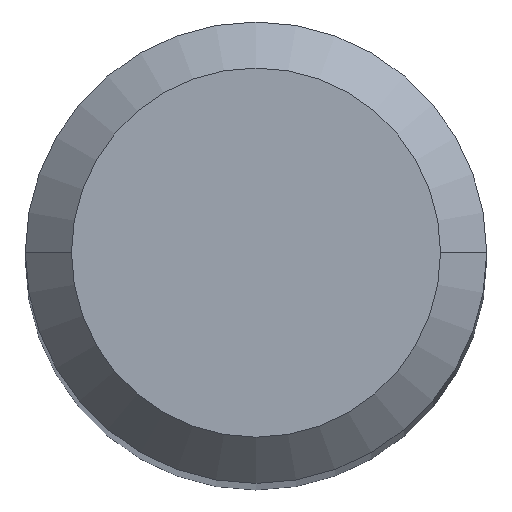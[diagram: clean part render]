
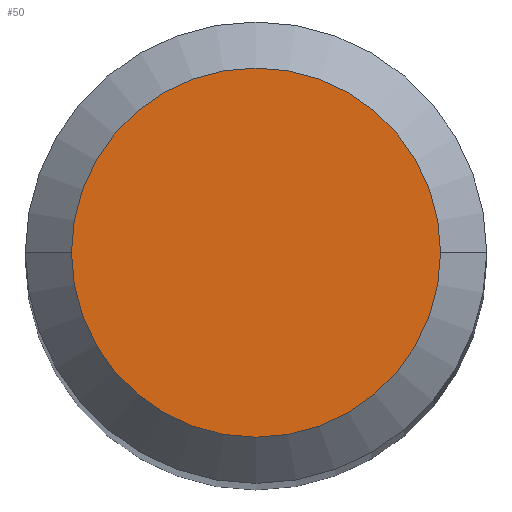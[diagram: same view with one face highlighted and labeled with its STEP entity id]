
A CAD part, top view. The second image highlights one B-rep face of the part: STEP entity #50.
In plain terms, the highlighted planar face has unit normal (0, 0, 1).
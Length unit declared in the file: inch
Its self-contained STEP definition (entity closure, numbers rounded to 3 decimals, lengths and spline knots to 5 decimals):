
#12 = CARTESIAN_POINT ( 'NONE',  ( -0.04724, 0., 0. ) ) ;
#20 = ORIENTED_EDGE ( 'NONE', *, *, #435, .T. ) ;
#29 = AXIS2_PLACEMENT_3D ( 'NONE', #230, #186, #416 ) ;
#36 = CIRCLE ( 'NONE', #181, 0.04724 ) ;
#41 = DIRECTION ( 'NONE',  ( 1., 0., 0. ) ) ;
#50 = ADVANCED_FACE ( 'NONE', ( #189 ), #68, .F. ) ;
#67 = VERTEX_POINT ( 'NONE', #259 ) ;
#68 = PLANE ( 'NONE',  #29 ) ;
#177 = EDGE_LOOP ( 'NONE', ( #20, #414 ) ) ;
#181 = AXIS2_PLACEMENT_3D ( 'NONE', #241, #265, #396 ) ;
#186 = DIRECTION ( 'NONE',  ( 0., 0., -1. ) ) ;
#189 = FACE_OUTER_BOUND ( 'NONE', #177, .T. ) ;
#230 = CARTESIAN_POINT ( 'NONE',  ( 0., 0., 0. ) ) ;
#241 = CARTESIAN_POINT ( 'NONE',  ( 0., 0., 0. ) ) ;
#253 = VERTEX_POINT ( 'NONE', #12 ) ;
#259 = CARTESIAN_POINT ( 'NONE',  ( 0.04724, 0., 0. ) ) ;
#265 = DIRECTION ( 'NONE',  ( 0., 0., 1. ) ) ;
#277 = AXIS2_PLACEMENT_3D ( 'NONE', #339, #307, #41 ) ;
#307 = DIRECTION ( 'NONE',  ( 0., 0., 1. ) ) ;
#339 = CARTESIAN_POINT ( 'NONE',  ( 0., 0., 0. ) ) ;
#396 = DIRECTION ( 'NONE',  ( 1., 0., 0. ) ) ;
#414 = ORIENTED_EDGE ( 'NONE', *, *, #486, .T. ) ;
#416 = DIRECTION ( 'NONE',  ( -1., 0., 0. ) ) ;
#435 = EDGE_CURVE ( 'NONE', #253, #67, #465, .T. ) ;
#465 = CIRCLE ( 'NONE', #277, 0.04724 ) ;
#486 = EDGE_CURVE ( 'NONE', #67, #253, #36, .T. ) ;
